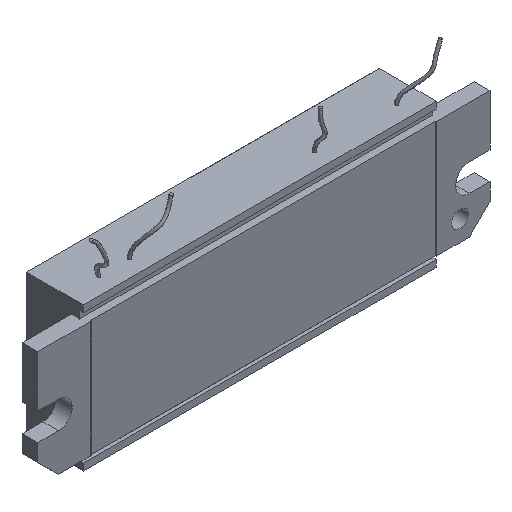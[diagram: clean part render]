
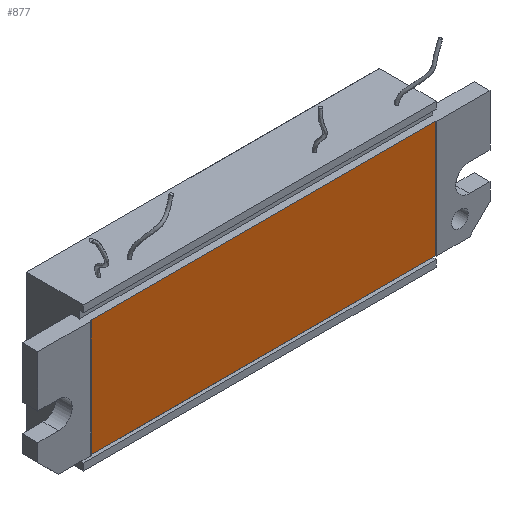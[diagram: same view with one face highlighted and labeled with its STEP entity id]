
A CAD part, isometric view. The second image highlights one B-rep face of the part: STEP entity #877.
In plain terms, the highlighted planar face has unit normal (0, -1, 0).
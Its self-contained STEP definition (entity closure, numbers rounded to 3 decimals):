
#54=FACE_OUTER_BOUND('',#105,.T.);
#105=EDGE_LOOP('',(#589,#590,#591,#592));
#162=LINE('',#1229,#269);
#166=LINE('',#1238,#273);
#168=LINE('',#1241,#275);
#169=LINE('',#1242,#276);
#269=VECTOR('',#1004,10.);
#273=VECTOR('',#1010,10.);
#275=VECTOR('',#1014,10.);
#276=VECTOR('',#1015,10.);
#376=VERTEX_POINT('',#1226);
#377=VERTEX_POINT('',#1228);
#380=VERTEX_POINT('',#1235);
#381=VERTEX_POINT('',#1237);
#458=EDGE_CURVE('',#376,#377,#162,.T.);
#462=EDGE_CURVE('',#380,#381,#166,.T.);
#464=EDGE_CURVE('',#377,#380,#168,.T.);
#465=EDGE_CURVE('',#381,#376,#169,.T.);
#589=ORIENTED_EDGE('',*,*,#462,.F.);
#590=ORIENTED_EDGE('',*,*,#464,.F.);
#591=ORIENTED_EDGE('',*,*,#458,.F.);
#592=ORIENTED_EDGE('',*,*,#465,.F.);
#833=PLANE('',#943);
#877=ADVANCED_FACE('',(#54),#833,.F.);
#943=AXIS2_PLACEMENT_3D('',#1240,#1012,#1013);
#1004=DIRECTION('',(0.,0.,-1.));
#1010=DIRECTION('',(0.,0.,1.));
#1012=DIRECTION('center_axis',(0.,1.,0.));
#1013=DIRECTION('ref_axis',(0.,0.,1.));
#1014=DIRECTION('',(-1.,0.,0.));
#1015=DIRECTION('',(1.,0.,0.));
#1226=CARTESIAN_POINT('',(25.2,0.09,8.5));
#1228=CARTESIAN_POINT('',(25.2,0.09,-8.5));
#1229=CARTESIAN_POINT('',(25.2,0.09,8.5));
#1235=CARTESIAN_POINT('',(-25.2,0.09,-8.5));
#1237=CARTESIAN_POINT('',(-25.2,0.09,8.5));
#1238=CARTESIAN_POINT('',(-25.2,0.09,8.5));
#1240=CARTESIAN_POINT('Origin',(0.,0.09,0.));
#1241=CARTESIAN_POINT('',(15.,0.09,-8.5));
#1242=CARTESIAN_POINT('',(-16.5,0.09,8.5));
